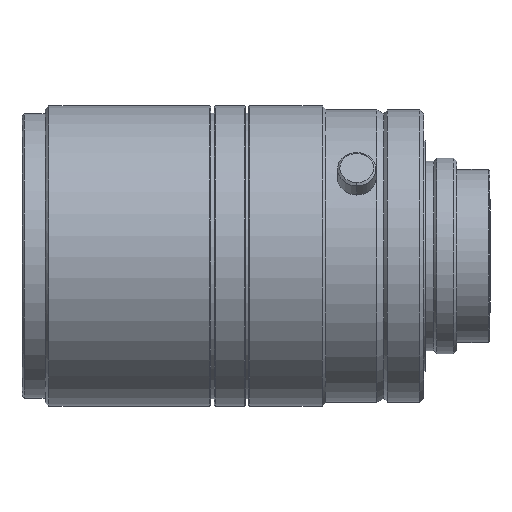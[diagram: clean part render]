
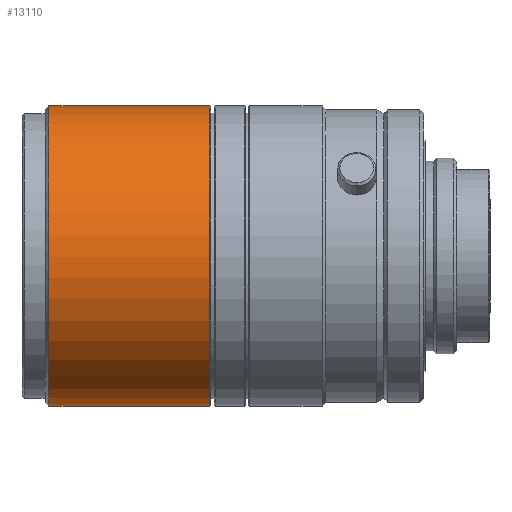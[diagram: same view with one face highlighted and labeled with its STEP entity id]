
A CAD part, top view. The second image highlights one B-rep face of the part: STEP entity #13110.
In plain terms, the highlighted free-form (B-spline) face has degree [2, 1] with [9, 2] control points.
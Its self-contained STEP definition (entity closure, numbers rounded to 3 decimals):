
#12230 = CARTESIAN_POINT ('', (-66.526, -19.5, 0.));
#12240 = VERTEX_POINT ('', #12230);
#12300 = CARTESIAN_POINT ('', (-66.526, 19.5, 0.));
#12310 = VERTEX_POINT ('', #12300);
#12320 = CARTESIAN_POINT ('', (-66.526, 19.5, 0.));
#12330 = CARTESIAN_POINT ('', (-66.526, 19.5, 19.5));
#12340 = CARTESIAN_POINT ('', (-66.526, 0., 19.5));
#12350 = CARTESIAN_POINT ('', (-66.526, -19.5, 19.5));
#12360 = CARTESIAN_POINT ('', (-66.526, -19.5, 0.));
#12370 = (
   BOUNDED_CURVE ()
   B_SPLINE_CURVE (2, (#12320, #12330, #12340, #12350, #12360), .UNSPECIFIED., .F., .U.)
   B_SPLINE_CURVE_WITH_KNOTS ((3, 2, 3), (0., 90., 180.), .UNSPECIFIED.)
   CURVE ()
   GEOMETRIC_REPRESENTATION_ITEM ()
   RATIONAL_B_SPLINE_CURVE ((1., 0.707, 1., 0.707, 1.))
   REPRESENTATION_ITEM ('')
);
#12380 = EDGE_CURVE ('', #12310, #12240, #12370, .T.);
#12670 = ORIENTED_EDGE ('', *, *, #12380, .T.);
#12680 = CARTESIAN_POINT ('', (-45.626, -19.5, 0.));
#12690 = VERTEX_POINT ('', #12680);
#12700 = CARTESIAN_POINT ('', (-66.526, -19.5, 0.));
#12710 = CARTESIAN_POINT ('', (-45.626, -19.5, 0.));
#12720 = B_SPLINE_CURVE_WITH_KNOTS ('', 1, (#12700, #12710), .UNSPECIFIED., .F., .U., (2, 2), (0., 1.), .UNSPECIFIED.);
#12730 = EDGE_CURVE ('', #12240, #12690, #12720, .T.);
#12740 = ORIENTED_EDGE ('', *, *, #12730, .T.);
#12750 = CARTESIAN_POINT ('', (-45.626, 19.5, 0.));
#12760 = VERTEX_POINT ('', #12750);
#12770 = CARTESIAN_POINT ('', (-45.626, 19.5, 0.));
#12780 = CARTESIAN_POINT ('', (-45.626, 19.5, 19.5));
#12790 = CARTESIAN_POINT ('', (-45.626, 0., 19.5));
#12800 = CARTESIAN_POINT ('', (-45.626, -19.5, 19.5));
#12810 = CARTESIAN_POINT ('', (-45.626, -19.5, 0.));
#12820 = (
   BOUNDED_CURVE ()
   B_SPLINE_CURVE (2, (#12770, #12780, #12790, #12800, #12810), .UNSPECIFIED., .F., .U.)
   B_SPLINE_CURVE_WITH_KNOTS ((3, 2, 3), (0., 90., 180.), .UNSPECIFIED.)
   CURVE ()
   GEOMETRIC_REPRESENTATION_ITEM ()
   RATIONAL_B_SPLINE_CURVE ((1., 0.707, 1., 0.707, 1.))
   REPRESENTATION_ITEM ('')
);
#12830 = EDGE_CURVE ('', #12760, #12690, #12820, .T.);
#12840 = ORIENTED_EDGE ('', *, *, #12830, .F.);
#12850 = CARTESIAN_POINT ('', (-66.526, 19.5, 0.));
#12860 = CARTESIAN_POINT ('', (-45.626, 19.5, 0.));
#12870 = B_SPLINE_CURVE_WITH_KNOTS ('', 1, (#12850, #12860), .UNSPECIFIED., .F., .U., (2, 2), (0., 1.), .UNSPECIFIED.);
#12880 = EDGE_CURVE ('', #12310, #12760, #12870, .T.);
#12890 = ORIENTED_EDGE ('', *, *, #12880, .F.);
#12900 = EDGE_LOOP ('', (#12670, #12740, #12840, #12890));
#12910 = FACE_OUTER_BOUND ('', #12900, .T.);
#12920 = CARTESIAN_POINT ('', (-68.617, 19.5, 0.));
#12930 = CARTESIAN_POINT ('', (-43.535, 19.5, 0.));
#12940 = CARTESIAN_POINT ('', (-68.617, 19.5, 19.5));
#12950 = CARTESIAN_POINT ('', (-43.535, 19.5, 19.5));
#12960 = CARTESIAN_POINT ('', (-68.617, 0., 19.5));
#12970 = CARTESIAN_POINT ('', (-43.535, 0., 19.5));
#12980 = CARTESIAN_POINT ('', (-68.617, -19.5, 19.5));
#12990 = CARTESIAN_POINT ('', (-43.535, -19.5, 19.5));
#13000 = CARTESIAN_POINT ('', (-68.617, -19.5, 0.));
#13010 = CARTESIAN_POINT ('', (-43.535, -19.5, 0.));
#13020 = CARTESIAN_POINT ('', (-68.617, -19.5, -19.5));
#13030 = CARTESIAN_POINT ('', (-43.535, -19.5, -19.5));
#13040 = CARTESIAN_POINT ('', (-68.617, 0., -19.5));
#13050 = CARTESIAN_POINT ('', (-43.535, 0., -19.5));
#13060 = CARTESIAN_POINT ('', (-68.617, 19.5, -19.5));
#13070 = CARTESIAN_POINT ('', (-43.535, 19.5, -19.5));
#13080 = CARTESIAN_POINT ('', (-68.617, 19.5, 0.));
#13090 = CARTESIAN_POINT ('', (-43.535, 19.5, 0.));
#13100 = (
   BOUNDED_SURFACE ()
   B_SPLINE_SURFACE (2, 1, ((#12920, #12930), (#12940, #12950), (#12960, #12970), (#12980, #12990), (#13000, #13010), (#13020, #13030), (#13040, #13050), (#13060, #13070), (#13080, #13090)), .UNSPECIFIED., .T., .F., .U.)
   B_SPLINE_SURFACE_WITH_KNOTS ((3, 2, 2, 2, 3), (2, 2), (0., 0.25, 0.5, 0.75, 1.), (0., 1.), .UNSPECIFIED.)
   SURFACE ()
   GEOMETRIC_REPRESENTATION_ITEM ()
   RATIONAL_B_SPLINE_SURFACE (((1., 1.), (0.707, 0.707), (1., 1.), (0.707, 0.707), (1., 1.), (0.707, 0.707), (1., 1.), (0.707, 0.707), (1., 1.)))
   REPRESENTATION_ITEM ('')
);
#13110 = ADVANCED_FACE ('', (#12910), #13100, .T.);
